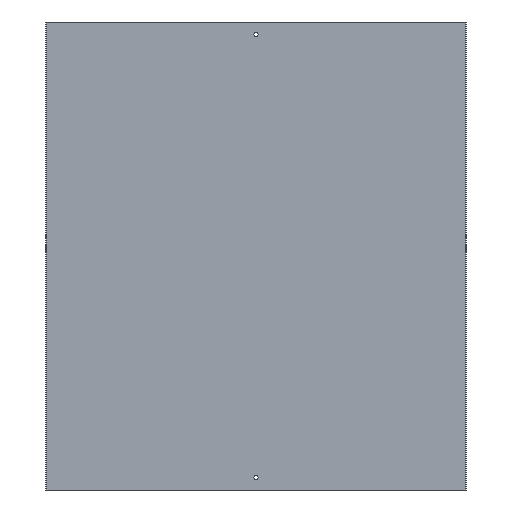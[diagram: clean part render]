
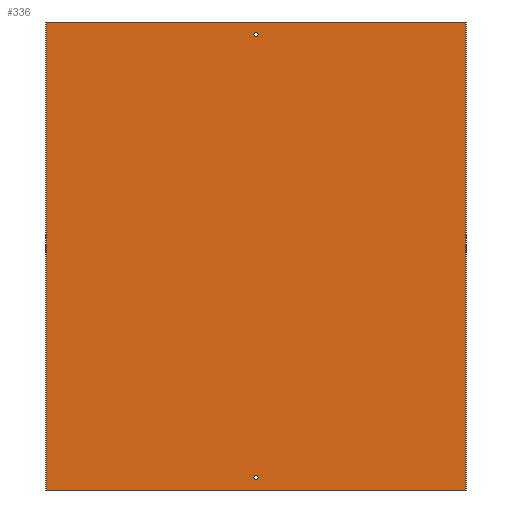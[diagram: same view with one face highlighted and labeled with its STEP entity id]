
A CAD part, front view. The second image highlights one B-rep face of the part: STEP entity #336.
In plain terms, the highlighted planar face has unit normal (0, -1, 0).
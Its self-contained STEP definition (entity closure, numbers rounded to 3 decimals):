
#25 = AXIS2_PLACEMENT_3D ( 'NONE', #97, #96, #94 ) ;
#26 = AXIS2_PLACEMENT_3D ( 'NONE', #127, #126, #129 ) ;
#27 = AXIS2_PLACEMENT_3D ( 'NONE', #395, #394, #403 ) ;
#38 = EDGE_CURVE ( 'NONE', #191, #180, #154, .T. ) ;
#46 = EDGE_CURVE ( 'NONE', #194, #248, #138, .T. ) ;
#48 = EDGE_CURVE ( 'NONE', #291, #291, #136, .T. ) ;
#49 = EDGE_CURVE ( 'NONE', #308, #308, #130, .T. ) ;
#51 = EDGE_CURVE ( 'NONE', #248, #180, #131, .T. ) ;
#52 = EDGE_CURVE ( 'NONE', #194, #191, #304, .T. ) ;
#81 = DIRECTION ( 'NONE',  ( 1., 0., 0. ) ) ;
#87 = CARTESIAN_POINT ( 'NONE',  ( -251., 0., 560. ) ) ;
#93 = DIRECTION ( 'NONE',  ( 1., 0., 0. ) ) ;
#94 = DIRECTION ( 'NONE',  ( 0., 0., 1. ) ) ;
#96 = DIRECTION ( 'NONE',  ( 0., 1., 0. ) ) ;
#97 = CARTESIAN_POINT ( 'NONE',  ( -251., 0., 560. ) ) ;
#98 = PLANE ( 'NONE',  #25 ) ;
#103 = CARTESIAN_POINT ( 'NONE',  ( -251., 0., 0. ) ) ;
#105 = CARTESIAN_POINT ( 'NONE',  ( -251., 0., 560. ) ) ;
#108 = CARTESIAN_POINT ( 'NONE',  ( 251., 0., 560. ) ) ;
#126 = DIRECTION ( 'NONE',  ( 0., -1., 0. ) ) ;
#127 = CARTESIAN_POINT ( 'NONE',  ( 0., 0., 15. ) ) ;
#129 = DIRECTION ( 'NONE',  ( 0., 0., 1. ) ) ;
#130 = CIRCLE ( 'NONE', #26, 2.5 ) ;
#131 = LINE ( 'NONE', #397, #298 ) ;
#135 = VECTOR ( 'NONE', #400, 1000. ) ;
#136 = CIRCLE ( 'NONE', #27, 2.5 ) ;
#138 = LINE ( 'NONE', #402, #135 ) ;
#151 = VECTOR ( 'NONE', #417, 1000. ) ;
#154 = LINE ( 'NONE', #419, #151 ) ;
#170 = EDGE_LOOP ( 'NONE', ( #232 ) ) ;
#173 = EDGE_LOOP ( 'NONE', ( #209 ) ) ;
#175 = EDGE_LOOP ( 'NONE', ( #225, #226, #223, #224 ) ) ;
#180 = VERTEX_POINT ( 'NONE', #396 ) ;
#191 = VERTEX_POINT ( 'NONE', #108 ) ;
#194 = VERTEX_POINT ( 'NONE', #105 ) ;
#209 = ORIENTED_EDGE ( 'NONE', *, *, #49, .F. ) ;
#223 = ORIENTED_EDGE ( 'NONE', *, *, #52, .F. ) ;
#224 = ORIENTED_EDGE ( 'NONE', *, *, #46, .T. ) ;
#225 = ORIENTED_EDGE ( 'NONE', *, *, #51, .T. ) ;
#226 = ORIENTED_EDGE ( 'NONE', *, *, #38, .F. ) ;
#232 = ORIENTED_EDGE ( 'NONE', *, *, #48, .F. ) ;
#248 = VERTEX_POINT ( 'NONE', #103 ) ;
#266 = FACE_BOUND ( 'NONE', #170, .T. ) ;
#271 = FACE_BOUND ( 'NONE', #173, .T. ) ;
#272 = FACE_OUTER_BOUND ( 'NONE', #175, .T. ) ;
#291 = VERTEX_POINT ( 'NONE', #355 ) ;
#298 = VECTOR ( 'NONE', #81, 1000. ) ;
#302 = VECTOR ( 'NONE', #93, 1000. ) ;
#304 = LINE ( 'NONE', #87, #302 ) ;
#308 = VERTEX_POINT ( 'NONE', #383 ) ;
#336 = ADVANCED_FACE ( 'NONE', ( #266, #271, #272 ), #98, .F. ) ;
#355 = CARTESIAN_POINT ( 'NONE',  ( 0., 0., 547.5 ) ) ;
#383 = CARTESIAN_POINT ( 'NONE',  ( 0., 0., 17.5 ) ) ;
#394 = DIRECTION ( 'NONE',  ( 0., -1., 0. ) ) ;
#395 = CARTESIAN_POINT ( 'NONE',  ( 0., 0., 545. ) ) ;
#396 = CARTESIAN_POINT ( 'NONE',  ( 251., 0., 0. ) ) ;
#397 = CARTESIAN_POINT ( 'NONE',  ( -251., 0., 0. ) ) ;
#400 = DIRECTION ( 'NONE',  ( 0., 0., -1. ) ) ;
#402 = CARTESIAN_POINT ( 'NONE',  ( -251., 0., 560. ) ) ;
#403 = DIRECTION ( 'NONE',  ( 0., 0., 1. ) ) ;
#417 = DIRECTION ( 'NONE',  ( 0., 0., -1. ) ) ;
#419 = CARTESIAN_POINT ( 'NONE',  ( 251., 0., 560. ) ) ;
